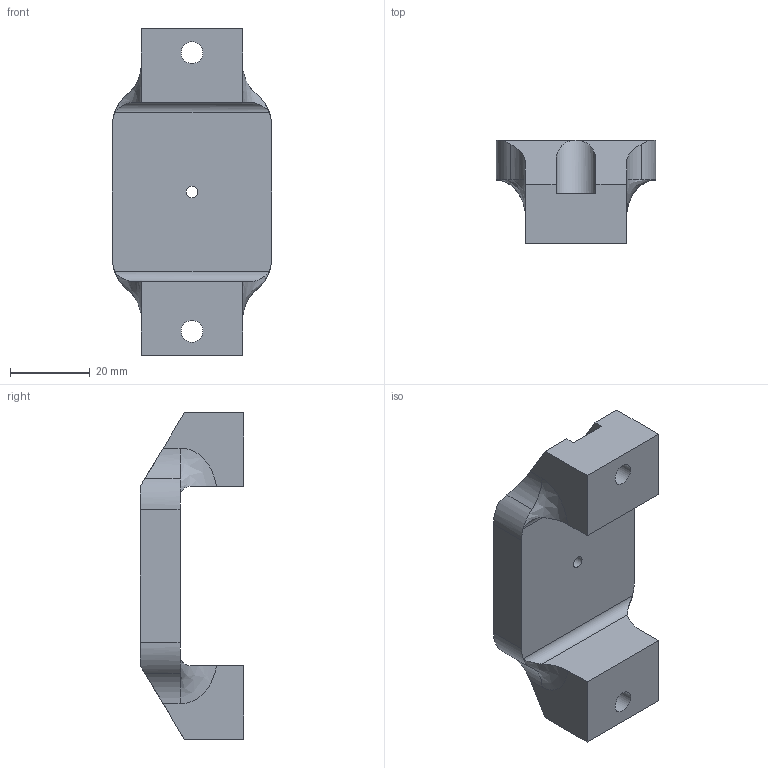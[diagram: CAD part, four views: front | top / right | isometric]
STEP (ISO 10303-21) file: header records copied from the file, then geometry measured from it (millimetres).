
FILE_DESCRIPTION(/* description */ (''),/* implementation_level */ '2;1');
FILE_NAME(/* name */ 'lidarQRBase.stp',/* time_stamp */ '2025-01-16T12:50:20-05:00',/* author */ ('derm'),/* organization */ (''),/* preprocessor_version */ 'ST-DEVELOPER v20',/* originating_system */ 'Autodesk Inventor 2025',/* authorisation */ '');
FILE_SCHEMA (('AUTOMOTIVE_DESIGN { 1 0 10303 214 3 1 1 }'));
Length unit declared in the file: millimetre
Products named in the file (1): lidarQRBase
Bounding box: 40 x 26 x 82 mm (x, y, z)
Volume: 35614.4 mm3; surface area: 10513.6 mm2
Topology: 1 solids, 1 shells, 43 faces, 118 edges, 76 vertices
Faces by surface type: plane 24, cylinder 15, bspline 4
Full cylindrical faces by diameter (mm): 3 x1, 5.5 x2
Entity records: 1733 total; most frequent: CARTESIAN_POINT 592, ORIENTED_EDGE 234, DIRECTION 221, EDGE_CURVE 117, VERTEX_POINT 76, AXIS2_PLACEMENT_3D 76, LINE 69, VECTOR 69
